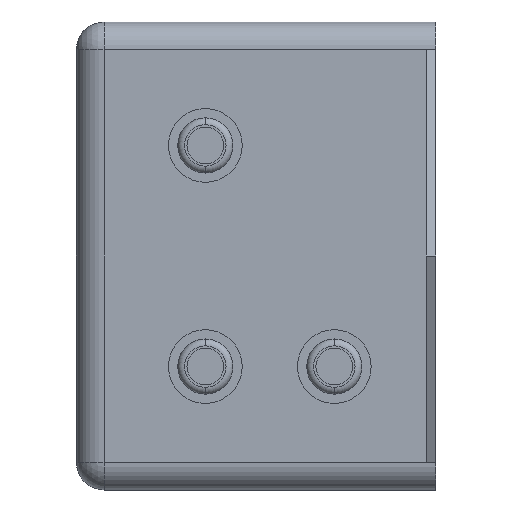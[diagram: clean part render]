
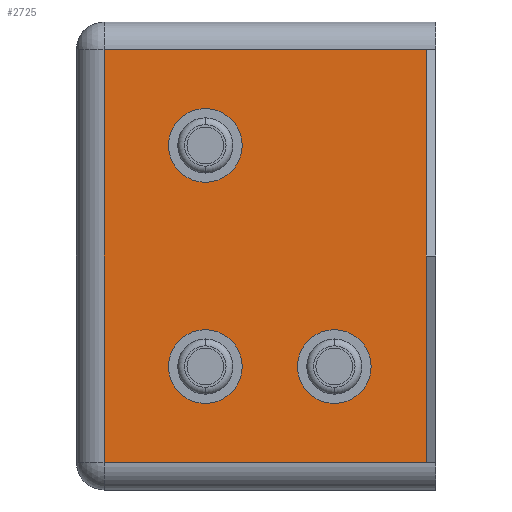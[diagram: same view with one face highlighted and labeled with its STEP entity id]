
A CAD part, left-side view. The second image highlights one B-rep face of the part: STEP entity #2725.
In plain terms, the highlighted planar face has unit normal (-1, 0, 0).
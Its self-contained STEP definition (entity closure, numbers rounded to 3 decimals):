
#23 = CARTESIAN_POINT ( 'NONE',  ( 0., 39., -47.8 ) ) ;
#234 = CIRCLE ( 'NONE', #5501, 4. ) ;
#276 = DIRECTION ( 'NONE',  ( 0., 0., -1. ) ) ;
#287 = DIRECTION ( 'NONE',  ( -1., 0., 0. ) ) ;
#290 = VERTEX_POINT ( 'NONE', #4952 ) ;
#346 = EDGE_CURVE ( 'NONE', #6302, #290, #1605, .T. ) ;
#379 = VECTOR ( 'NONE', #2572, 1000. ) ;
#488 = EDGE_CURVE ( 'NONE', #1572, #3930, #234, .T. ) ;
#511 = ORIENTED_EDGE ( 'NONE', *, *, #488, .F. ) ;
#564 = DIRECTION ( 'NONE',  ( -1., 0., 0. ) ) ;
#688 = CIRCLE ( 'NONE', #1954, 3. ) ;
#815 = CARTESIAN_POINT ( 'NONE',  ( 0., 11., -37.4 ) ) ;
#817 = DIRECTION ( 'NONE',  ( 0., 0., 1. ) ) ;
#980 = CIRCLE ( 'NONE', #4347, 4. ) ;
#999 = VERTEX_POINT ( 'NONE', #5265 ) ;
#1120 = CARTESIAN_POINT ( 'NONE',  ( 0., 1., -3. ) ) ;
#1150 = CARTESIAN_POINT ( 'NONE',  ( 0., 39., 0. ) ) ;
#1232 = EDGE_CURVE ( 'NONE', #3930, #1572, #2753, .T. ) ;
#1297 = DIRECTION ( 'NONE',  ( -1., 0., 0. ) ) ;
#1313 = DIRECTION ( 'NONE',  ( -1., 0., 0. ) ) ;
#1388 = CARTESIAN_POINT ( 'NONE',  ( 0., 25., -13.4 ) ) ;
#1389 = CIRCLE ( 'NONE', #4836, 3. ) ;
#1572 = VERTEX_POINT ( 'NONE', #4872 ) ;
#1605 = CIRCLE ( 'NONE', #3188, 4. ) ;
#1803 = CARTESIAN_POINT ( 'NONE',  ( 0., 36., -47.8 ) ) ;
#1892 = ORIENTED_EDGE ( 'NONE', *, *, #3648, .T. ) ;
#1954 = AXIS2_PLACEMENT_3D ( 'NONE', #5340, #287, #2290 ) ;
#1978 = FACE_BOUND ( 'NONE', #2945, .T. ) ;
#2063 = VECTOR ( 'NONE', #5825, 1000. ) ;
#2095 = DIRECTION ( 'NONE',  ( 0., 0., -1. ) ) ;
#2148 = EDGE_LOOP ( 'NONE', ( #2840, #5827, #6293, #1892 ) ) ;
#2268 = VERTEX_POINT ( 'NONE', #3926 ) ;
#2290 = DIRECTION ( 'NONE',  ( 0., 0., -1. ) ) ;
#2308 = CARTESIAN_POINT ( 'NONE',  ( 0., 25., -33.4 ) ) ;
#2390 = LINE ( 'NONE', #5636, #379 ) ;
#2458 = DIRECTION ( 'NONE',  ( -1., 0., 0. ) ) ;
#2551 = ORIENTED_EDGE ( 'NONE', *, *, #346, .F. ) ;
#2572 = DIRECTION ( 'NONE',  ( 0., 1., 0. ) ) ;
#2704 = VECTOR ( 'NONE', #5674, 1000. ) ;
#2716 = CARTESIAN_POINT ( 'NONE',  ( 0., 36., 0. ) ) ;
#2725 = ADVANCED_FACE ( 'NONE', ( #5510, #4159, #1978, #6466 ), #5792, .F. ) ;
#2753 = CIRCLE ( 'NONE', #3116, 4. ) ;
#2754 = DIRECTION ( 'NONE',  ( 1., 0., 0. ) ) ;
#2791 = EDGE_CURVE ( 'NONE', #5218, #3899, #688, .T. ) ;
#2840 = ORIENTED_EDGE ( 'NONE', *, *, #3317, .T. ) ;
#2921 = EDGE_LOOP ( 'NONE', ( #5708, #3255 ) ) ;
#2945 = EDGE_LOOP ( 'NONE', ( #4161, #2551 ) ) ;
#3018 = DIRECTION ( 'NONE',  ( -1., 0., 0. ) ) ;
#3024 = ORIENTED_EDGE ( 'NONE', *, *, #1232, .F. ) ;
#3116 = AXIS2_PLACEMENT_3D ( 'NONE', #3339, #1313, #276 ) ;
#3188 = AXIS2_PLACEMENT_3D ( 'NONE', #4026, #3018, #6030 ) ;
#3210 = VERTEX_POINT ( 'NONE', #1120 ) ;
#3255 = ORIENTED_EDGE ( 'NONE', *, *, #4932, .F. ) ;
#3293 = EDGE_CURVE ( 'NONE', #2268, #3944, #3421, .T. ) ;
#3317 = EDGE_CURVE ( 'NONE', #999, #3210, #5987, .T. ) ;
#3339 = CARTESIAN_POINT ( 'NONE',  ( 0., 25., -37.4 ) ) ;
#3421 = LINE ( 'NONE', #2716, #2063 ) ;
#3648 = EDGE_CURVE ( 'NONE', #3944, #999, #4875, .T. ) ;
#3685 = AXIS2_PLACEMENT_3D ( 'NONE', #1150, #2754, #4242 ) ;
#3899 = VERTEX_POINT ( 'NONE', #4874 ) ;
#3926 = CARTESIAN_POINT ( 'NONE',  ( 0., 36., -3. ) ) ;
#3930 = VERTEX_POINT ( 'NONE', #2308 ) ;
#3944 = VERTEX_POINT ( 'NONE', #1803 ) ;
#4026 = CARTESIAN_POINT ( 'NONE',  ( 0., 25., -13.4 ) ) ;
#4159 = FACE_OUTER_BOUND ( 'NONE', #2148, .T. ) ;
#4161 = ORIENTED_EDGE ( 'NONE', *, *, #4726, .F. ) ;
#4242 = DIRECTION ( 'NONE',  ( 0., 0., -1. ) ) ;
#4347 = AXIS2_PLACEMENT_3D ( 'NONE', #1388, #2458, #5024 ) ;
#4552 = CARTESIAN_POINT ( 'NONE',  ( 0., 11., -40.4 ) ) ;
#4642 = VECTOR ( 'NONE', #817, 1000. ) ;
#4726 = EDGE_CURVE ( 'NONE', #290, #6302, #980, .T. ) ;
#4834 = CARTESIAN_POINT ( 'NONE',  ( 0., 25., -9.4 ) ) ;
#4836 = AXIS2_PLACEMENT_3D ( 'NONE', #815, #1297, #5959 ) ;
#4872 = CARTESIAN_POINT ( 'NONE',  ( 0., 25., -41.4 ) ) ;
#4874 = CARTESIAN_POINT ( 'NONE',  ( 0., 11., -34.4 ) ) ;
#4875 = LINE ( 'NONE', #23, #2704 ) ;
#4932 = EDGE_CURVE ( 'NONE', #3899, #5218, #1389, .T. ) ;
#4952 = CARTESIAN_POINT ( 'NONE',  ( 0., 25., -17.4 ) ) ;
#5024 = DIRECTION ( 'NONE',  ( 0., 0., -1. ) ) ;
#5218 = VERTEX_POINT ( 'NONE', #4552 ) ;
#5265 = CARTESIAN_POINT ( 'NONE',  ( 0., 1., -47.8 ) ) ;
#5340 = CARTESIAN_POINT ( 'NONE',  ( 0., 11., -37.4 ) ) ;
#5501 = AXIS2_PLACEMENT_3D ( 'NONE', #5657, #564, #2095 ) ;
#5510 = FACE_BOUND ( 'NONE', #6319, .T. ) ;
#5636 = CARTESIAN_POINT ( 'NONE',  ( 0., 39., -3. ) ) ;
#5657 = CARTESIAN_POINT ( 'NONE',  ( 0., 25., -37.4 ) ) ;
#5658 = EDGE_CURVE ( 'NONE', #3210, #2268, #2390, .T. ) ;
#5674 = DIRECTION ( 'NONE',  ( 0., -1., 0. ) ) ;
#5708 = ORIENTED_EDGE ( 'NONE', *, *, #2791, .F. ) ;
#5781 = CARTESIAN_POINT ( 'NONE',  ( 0., 1., -3. ) ) ;
#5792 = PLANE ( 'NONE',  #3685 ) ;
#5825 = DIRECTION ( 'NONE',  ( 0., 0., -1. ) ) ;
#5827 = ORIENTED_EDGE ( 'NONE', *, *, #5658, .T. ) ;
#5959 = DIRECTION ( 'NONE',  ( 0., 0., -1. ) ) ;
#5987 = LINE ( 'NONE', #5781, #4642 ) ;
#6030 = DIRECTION ( 'NONE',  ( 0., 0., -1. ) ) ;
#6293 = ORIENTED_EDGE ( 'NONE', *, *, #3293, .T. ) ;
#6302 = VERTEX_POINT ( 'NONE', #4834 ) ;
#6319 = EDGE_LOOP ( 'NONE', ( #511, #3024 ) ) ;
#6466 = FACE_BOUND ( 'NONE', #2921, .T. ) ;
